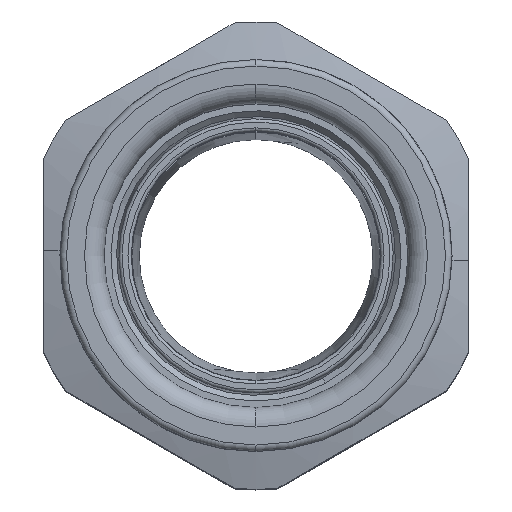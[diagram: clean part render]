
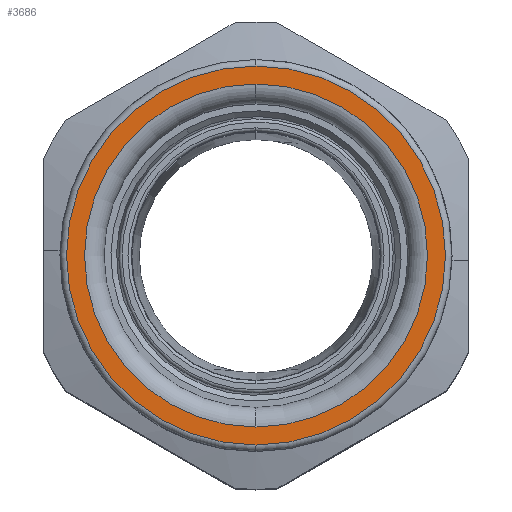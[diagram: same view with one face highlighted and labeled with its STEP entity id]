
A CAD part, top view. The second image highlights one B-rep face of the part: STEP entity #3686.
In plain terms, the highlighted planar face has unit normal (0, 0, 1).
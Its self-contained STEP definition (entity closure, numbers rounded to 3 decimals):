
#3580=AXIS2_PLACEMENT_3D('Circle Axis2P3D',#3578,#3579,$) ;
#3604=AXIS2_PLACEMENT_3D('Circle Axis2P3D',#3602,#3603,$) ;
#3662=AXIS2_PLACEMENT_3D('Plane Axis2P3D',#3659,#3660,#3661) ;
#3666=AXIS2_PLACEMENT_3D('Circle Axis2P3D',#3664,#3665,$) ;
#3675=AXIS2_PLACEMENT_3D('Circle Axis2P3D',#3673,#3674,$) ;
#3575=CARTESIAN_POINT('Vertex',(32.5,62.,93.35)) ;
#3578=CARTESIAN_POINT('Axis2P3D Location',(32.5,35.75,93.35)) ;
#3582=CARTESIAN_POINT('Vertex',(32.5,9.5,93.35)) ;
#3602=CARTESIAN_POINT('Axis2P3D Location',(32.5,35.75,93.35)) ;
#3659=CARTESIAN_POINT('Axis2P3D Location',(32.5,35.75,93.35)) ;
#3664=CARTESIAN_POINT('Axis2P3D Location',(32.5,35.75,93.35)) ;
#3668=CARTESIAN_POINT('Vertex',(32.5,64.75,93.35)) ;
#3670=CARTESIAN_POINT('Vertex',(32.5,6.75,93.35)) ;
#3673=CARTESIAN_POINT('Axis2P3D Location',(32.5,35.75,93.35)) ;
#3579=DIRECTION('Axis2P3D Direction',(0.,0.,1.)) ;
#3603=DIRECTION('Axis2P3D Direction',(0.,0.,1.)) ;
#3660=DIRECTION('Axis2P3D Direction',(0.,0.,1.)) ;
#3661=DIRECTION('Axis2P3D XDirection',(0.,1.,0.)) ;
#3665=DIRECTION('Axis2P3D Direction',(0.,0.,1.)) ;
#3674=DIRECTION('Axis2P3D Direction',(0.,0.,1.)) ;
#3679=ORIENTED_EDGE('',*,*,#3672,.T.) ;
#3680=ORIENTED_EDGE('',*,*,#3677,.T.) ;
#3683=ORIENTED_EDGE('',*,*,#3606,.F.) ;
#3684=ORIENTED_EDGE('',*,*,#3584,.F.) ;
#3685=FACE_BOUND('',#3682,.T.) ;
#3686=ADVANCED_FACE('PartBody',(#3681,#3685),#3663,.T.) ;
#3581=CIRCLE('generated circle',#3580,26.25) ;
#3605=CIRCLE('generated circle',#3604,26.25) ;
#3667=CIRCLE('generated circle',#3666,29.) ;
#3676=CIRCLE('generated circle',#3675,29.) ;
#3584=EDGE_CURVE('',#3576,#3583,#3581,.T.) ;
#3606=EDGE_CURVE('',#3583,#3576,#3605,.T.) ;
#3672=EDGE_CURVE('',#3669,#3671,#3667,.T.) ;
#3677=EDGE_CURVE('',#3671,#3669,#3676,.T.) ;
#3678=EDGE_LOOP('',(#3679,#3680)) ;
#3682=EDGE_LOOP('',(#3683,#3684)) ;
#3681=FACE_OUTER_BOUND('',#3678,.T.) ;
#3663=PLANE('',#3662) ;
#3576=VERTEX_POINT('',#3575) ;
#3583=VERTEX_POINT('',#3582) ;
#3669=VERTEX_POINT('',#3668) ;
#3671=VERTEX_POINT('',#3670) ;
